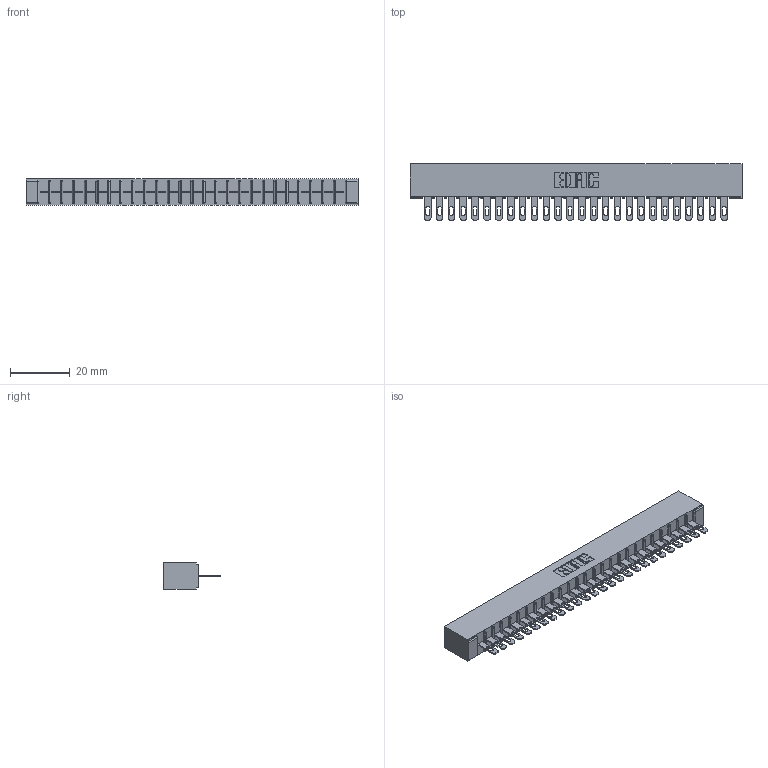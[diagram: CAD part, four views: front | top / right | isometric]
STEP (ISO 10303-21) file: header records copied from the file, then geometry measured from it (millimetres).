
FILE_DESCRIPTION (( 'STEP AP203' ), '1' );
FILE_NAME ('316-026-400-101.STEP', '2020-09-22T22:13:44', ( '' ), ( '' ), 'SwSTEP 2.0', 'SolidWorks 2020', '' );
FILE_SCHEMA (( 'CONFIG_CONTROL_DESIGN' ));
Length unit declared in the file: inch
Products named in the file (3): 306-290-001_100; 306 Part_No Mounting; 316-026-400-101
Assembly tree (27 placements, depth 2):
  316-026-400-101
    306 Part_No Mounting
    306-290-001_100  x26
Bounding box: 110.9 x 18.87 x 8.71 mm (x, y, z)
Volume: 7966.3 mm3; surface area: 12567.2 mm2
Topology: 27 solids, 27 shells, 2084 faces, 5882 edges, 3780 vertices
Faces by surface type: plane 1364, cylinder 616, sphere 104
Entity records: 26205 total; most frequent: CARTESIAN_POINT 4397, ORIENTED_EDGE 4356, DIRECTION 4338, EDGE_CURVE 2178, LINE 1696, VECTOR 1696, VERTEX_POINT 1380, AXIS2_PLACEMENT_3D 1321
